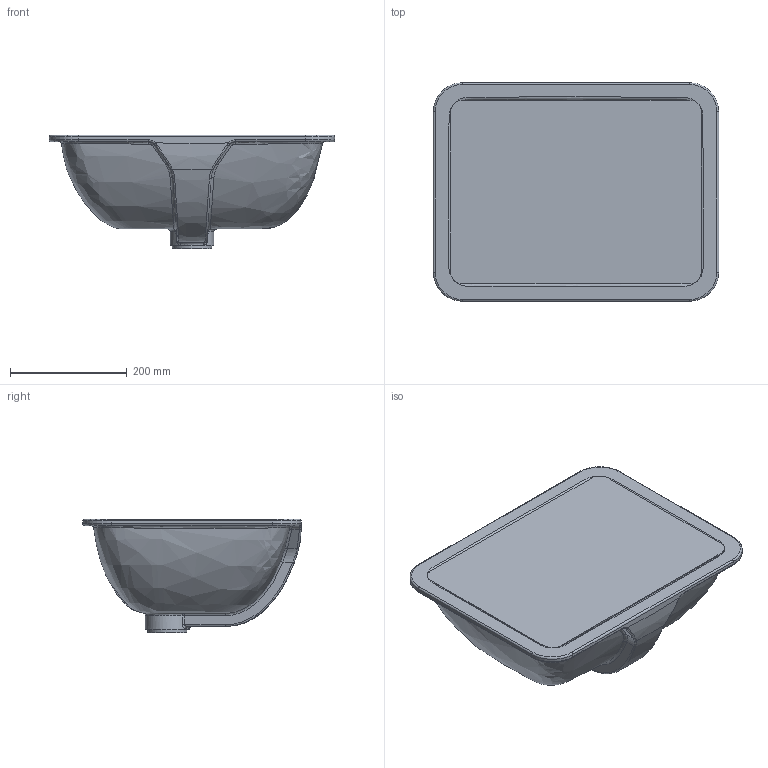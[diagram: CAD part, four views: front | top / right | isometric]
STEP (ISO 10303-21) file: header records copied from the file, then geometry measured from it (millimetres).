
FILE_DESCRIPTION(/* description */ (''),/* implementation_level */ '2;1');
FILE_NAME(/* name */ 'Piatto Lavabo.stp',/* time_stamp */ '2022-08-17T04:07:46+03:00',/* author */ (''),/* organization */ (''),/* preprocessor_version */ 'ST-DEVELOPER v16.7',/* originating_system */ 'SIEMENS PLM Software NX 12.0',/* authorisation */ '');
FILE_SCHEMA (('AUTOMOTIVE_DESIGN { 1 0 10303 214 3 1 1 1 }'));
Length unit declared in the file: millimetre
Products named in the file (2): Ventil; Washbasin-40055
Assembly tree (1 placements, depth 2):
  Washbasin-40055
    Ventil
Bounding box: 490 x 375 x 195 mm (x, y, z)
Volume: 17880800.4 mm3; surface area: 1057835.7 mm2
Topology: 4 solids, 4 shells, 115 faces, 257 edges, 150 vertices
Faces by surface type: bspline 46, plane 26, cylinder 25, torus 14, sphere 2, cone 1, extrusion 1
Full cylindrical faces by diameter (mm): 45 x2, 75 x1
Entity records: 21484 total; most frequent: CARTESIAN_POINT 19221, ORIENTED_EDGE 480, DIRECTION 376, EDGE_CURVE 240, AXIS2_PLACEMENT_3D 162, VERTEX_POINT 145, EDGE_LOOP 131, ADVANCED_FACE 115
